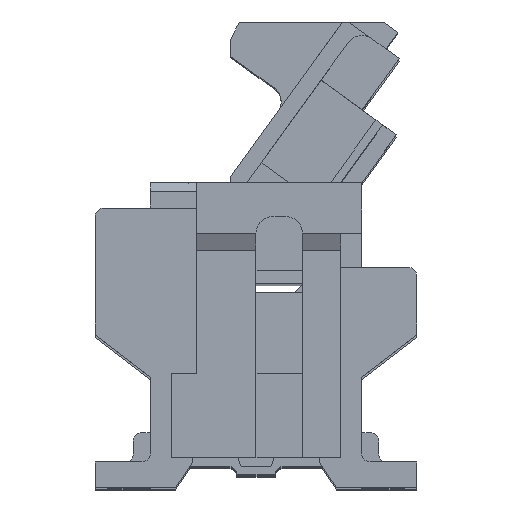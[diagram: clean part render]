
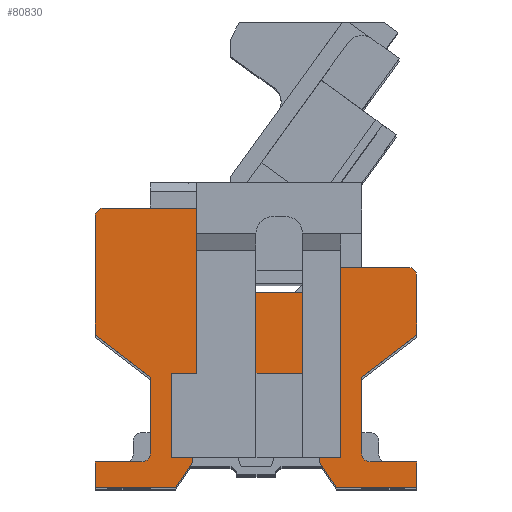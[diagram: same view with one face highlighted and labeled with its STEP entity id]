
A CAD part, top view. The second image highlights one B-rep face of the part: STEP entity #80830.
In plain terms, the highlighted planar face has unit normal (0, 0, 1).
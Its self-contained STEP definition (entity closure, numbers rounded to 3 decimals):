
#15430=CARTESIAN_POINT('',(-0.3,1.65,3.99));
#15440=VERTEX_POINT('',#15430);
#15470=CARTESIAN_POINT('',(-0.3,1.65,3.99));
#15480=DIRECTION('',(-1.,0.,0.));
#15490=VECTOR('',#15480,1.);
#15500=LINE('',#15470,#15490);
#15510=CARTESIAN_POINT('',(-1.35,1.65,3.99));
#15520=VERTEX_POINT('',#15510);
#15530=EDGE_CURVE('',#15440,#15520,#15500,.T.);
#18410=CARTESIAN_POINT('',(-2.,0.7,3.99));
#18420=VERTEX_POINT('',#18410);
#18450=CARTESIAN_POINT('',(-1.634,0.7,3.99));
#18460=DIRECTION('',(1.,0.,0.));
#18470=VECTOR('',#18460,1.);
#18480=LINE('',#18450,#18470);
#18490=CARTESIAN_POINT('',(0.,0.7,3.99));
#18500=VERTEX_POINT('',#18490);
#18510=EDGE_CURVE('',#18420,#18500,#18480,.T.);
#26150=CARTESIAN_POINT('',(0.,0.354,3.99));
#26160=DIRECTION('',(0.,-1.,0.));
#26170=VECTOR('',#26160,1.);
#26180=LINE('',#26150,#26170);
#26190=CARTESIAN_POINT('',(0.,-0.3,3.99));
#26200=VERTEX_POINT('',#26190);
#26210=EDGE_CURVE('',#18500,#26200,#26180,.T.);
#31520=CARTESIAN_POINT('',(-1.35,1.75,3.99));
#31530=DIRECTION('',(0.,0.,-1.));
#31540=DIRECTION('',(-1.,0.,0.));
#31550=AXIS2_PLACEMENT_3D('',#31520,#31530,#31540);
#31560=CIRCLE('',#31550,0.1);
#31570=CARTESIAN_POINT('',(-1.45,1.75,3.99));
#31580=VERTEX_POINT('',#31570);
#31590=EDGE_CURVE('',#15520,#31580,#31560,.T.);
#35020=CARTESIAN_POINT('',(-2.,-0.3,3.99));
#35030=VERTEX_POINT('',#35020);
#35060=CARTESIAN_POINT('',(-2.,0.354,3.99));
#35070=DIRECTION('',(0.,1.,0.));
#35080=VECTOR('',#35070,1.);
#35090=LINE('',#35060,#35080);
#35100=EDGE_CURVE('',#35030,#18420,#35090,.T.);
#38530=CARTESIAN_POINT('',(-2.8,2.55,3.99));
#38540=DIRECTION('',(0.,0.,-1.));
#38550=DIRECTION('',(-1.,0.,0.));
#38560=AXIS2_PLACEMENT_3D('',#38530,#38540,#38550);
#38570=CIRCLE('',#38560,0.1);
#38580=CARTESIAN_POINT('',(-2.9,2.55,3.99));
#38590=VERTEX_POINT('',#38580);
#38600=CARTESIAN_POINT('',(-2.8,2.65,3.99));
#38610=VERTEX_POINT('',#38600);
#38620=EDGE_CURVE('',#38590,#38610,#38570,.T.);
#72760=CARTESIAN_POINT('',(-2.25,0.65,3.99));
#72770=DIRECTION('',(-0.793,0.61,0.));
#72780=VECTOR('',#72770,1.);
#72790=LINE('',#72760,#72780);
#72800=CARTESIAN_POINT('',(-2.25,0.65,3.99));
#72810=VERTEX_POINT('',#72800);
#72820=CARTESIAN_POINT('',(-2.9,1.15,3.99));
#72830=VERTEX_POINT('',#72820);
#72840=EDGE_CURVE('',#72810,#72830,#72790,.T.);
#73300=CARTESIAN_POINT('',(-1.75,-0.35,3.99));
#73310=VERTEX_POINT('',#73300);
#73340=CARTESIAN_POINT('',(-1.75,-0.3,3.99));
#73350=DIRECTION('',(0.,1.,0.));
#73360=VECTOR('',#73350,1.);
#73370=LINE('',#73340,#73360);
#73380=CARTESIAN_POINT('',(-1.75,-0.3,3.99));
#73390=VERTEX_POINT('',#73380);
#73400=EDGE_CURVE('',#73310,#73390,#73370,.T.);
#73600=CARTESIAN_POINT('',(-2.9,-0.65,3.99));
#73610=VERTEX_POINT('',#73600);
#73660=CARTESIAN_POINT('',(-0.3,-0.65,3.99));
#73670=DIRECTION('',(-1.,0.,0.));
#73680=VECTOR('',#73670,1.);
#73690=LINE('',#73660,#73680);
#73700=CARTESIAN_POINT('',(-1.95,-0.65,3.99));
#73710=VERTEX_POINT('',#73700);
#73720=EDGE_CURVE('',#73710,#73610,#73690,.T.);
#74180=CARTESIAN_POINT('',(-0.3,1.95,3.99));
#74190=DIRECTION('',(-1.,0.,0.));
#74200=VECTOR('',#74190,1.);
#74210=LINE('',#74180,#74200);
#74220=CARTESIAN_POINT('',(0.8,1.95,3.99));
#74230=VERTEX_POINT('',#74220);
#74240=CARTESIAN_POINT('',(-0.1,1.95,3.99));
#74250=VERTEX_POINT('',#74240);
#74260=EDGE_CURVE('',#74230,#74250,#74210,.T.);
#74690=CARTESIAN_POINT('',(-1.45,2.65,3.99));
#74700=VERTEX_POINT('',#74690);
#74730=CARTESIAN_POINT('',(-0.3,2.65,3.99));
#74740=DIRECTION('',(-1.,0.,0.));
#74750=VECTOR('',#74740,1.);
#74760=LINE('',#74730,#74750);
#74770=EDGE_CURVE('',#74700,#38610,#74760,.T.);
#75920=CARTESIAN_POINT('',(-2.35,-0.35,3.99));
#75930=VERTEX_POINT('',#75920);
#75960=CARTESIAN_POINT('',(-0.3,-0.35,3.99));
#75970=DIRECTION('',(-1.,0.,0.));
#75980=VECTOR('',#75970,1.);
#75990=LINE('',#75960,#75980);
#76000=CARTESIAN_POINT('',(-2.9,-0.35,3.99));
#76010=VERTEX_POINT('',#76000);
#76020=EDGE_CURVE('',#75930,#76010,#75990,.T.);
#76280=CARTESIAN_POINT('',(-0.1,1.85,3.99));
#76290=DIRECTION('',(0.,0.,-1.));
#76300=DIRECTION('',(-1.,0.,0.));
#76310=AXIS2_PLACEMENT_3D('',#76280,#76290,#76300);
#76320=CIRCLE('',#76310,0.1);
#76330=CARTESIAN_POINT('',(-0.2,1.85,3.99));
#76340=VERTEX_POINT('',#76330);
#76350=EDGE_CURVE('',#76340,#74250,#76320,.T.);
#77110=CARTESIAN_POINT('',(-2.9,-0.3,3.99));
#77120=DIRECTION('',(0.,1.,0.));
#77130=VECTOR('',#77120,1.);
#77140=LINE('',#77110,#77130);
#77150=EDGE_CURVE('',#73610,#76010,#77140,.T.);
#77370=CARTESIAN_POINT('',(0.9,-0.35,3.99));
#77380=VERTEX_POINT('',#77370);
#77410=CARTESIAN_POINT('',(-1.7,-0.35,3.99));
#77420=DIRECTION('',(1.,0.,0.));
#77430=VECTOR('',#77420,1.);
#77440=LINE('',#77410,#77430);
#77450=CARTESIAN_POINT('',(0.35,-0.35,3.99));
#77460=VERTEX_POINT('',#77450);
#77470=EDGE_CURVE('',#77460,#77380,#77440,.T.);
#77630=CARTESIAN_POINT('',(0.9,-0.3,3.99));
#77640=DIRECTION('',(0.,1.,0.));
#77650=VECTOR('',#77640,1.);
#77660=LINE('',#77630,#77650);
#77670=CARTESIAN_POINT('',(0.9,1.15,3.99));
#77680=VERTEX_POINT('',#77670);
#77690=CARTESIAN_POINT('',(0.9,1.85,3.99));
#77700=VERTEX_POINT('',#77690);
#77710=EDGE_CURVE('',#77680,#77700,#77660,.T.);
#78320=CARTESIAN_POINT('',(0.8,1.85,3.99));
#78330=DIRECTION('',(0.,0.,-1.));
#78340=DIRECTION('',(-1.,0.,0.));
#78350=AXIS2_PLACEMENT_3D('',#78320,#78330,#78340);
#78360=CIRCLE('',#78350,0.1);
#78370=EDGE_CURVE('',#74230,#77700,#78360,.T.);
#78480=CARTESIAN_POINT('',(0.25,0.65,3.99));
#78490=DIRECTION('',(0.793,0.61,0.));
#78500=VECTOR('',#78490,1.);
#78510=LINE('',#78480,#78500);
#78520=CARTESIAN_POINT('',(0.25,0.65,3.99));
#78530=VERTEX_POINT('',#78520);
#78540=EDGE_CURVE('',#78530,#77680,#78510,.T.);
#78760=CARTESIAN_POINT('',(-0.25,-0.35,3.99));
#78770=VERTEX_POINT('',#78760);
#78800=CARTESIAN_POINT('',(-0.05,-0.65,3.99));
#78810=DIRECTION('',(-0.555,0.832,0.));
#78820=VECTOR('',#78810,1.);
#78830=LINE('',#78800,#78820);
#78840=CARTESIAN_POINT('',(-0.05,-0.65,3.99));
#78850=VERTEX_POINT('',#78840);
#78860=EDGE_CURVE('',#78850,#78770,#78830,.T.);
#79050=CARTESIAN_POINT('',(-1.45,-0.3,3.99));
#79060=DIRECTION('',(0.,1.,0.));
#79070=VECTOR('',#79060,1.);
#79080=LINE('',#79050,#79070);
#79090=EDGE_CURVE('',#31580,#74700,#79080,.T.);
#79220=CARTESIAN_POINT('',(-0.2,-0.3,3.99));
#79230=DIRECTION('',(0.,1.,0.));
#79240=VECTOR('',#79230,1.);
#79250=LINE('',#79220,#79240);
#79260=CARTESIAN_POINT('',(-0.2,1.75,3.99));
#79270=VERTEX_POINT('',#79260);
#79280=EDGE_CURVE('',#79270,#76340,#79250,.T.);
#79440=CARTESIAN_POINT('',(-0.3,1.75,3.99));
#79450=DIRECTION('',(0.,0.,-1.));
#79460=DIRECTION('',(-1.,0.,0.));
#79470=AXIS2_PLACEMENT_3D('',#79440,#79450,#79460);
#79480=CIRCLE('',#79470,0.1);
#79490=EDGE_CURVE('',#79270,#15440,#79480,.T.);
#79750=CARTESIAN_POINT('',(-2.25,-0.25,3.99));
#79760=VERTEX_POINT('',#79750);
#79790=CARTESIAN_POINT('',(-2.35,-0.25,3.99));
#79800=DIRECTION('',(0.,0.,-1.));
#79810=DIRECTION('',(-1.,0.,0.));
#79820=AXIS2_PLACEMENT_3D('',#79790,#79800,#79810);
#79830=CIRCLE('',#79820,0.1);
#79840=EDGE_CURVE('',#79760,#75930,#79830,.T.);
#79900=CARTESIAN_POINT('',(0.151,1.185,3.99));
#79910=DIRECTION('',(0.,0.,1.));
#79920=DIRECTION('',(1.,0.,0.));
#79930=AXIS2_PLACEMENT_3D('',#79900,#79910,#79920);
#79940=PLANE('',#79930);
#79950=CARTESIAN_POINT('',(-2.9,-0.3,3.99));
#79960=DIRECTION('',(0.,1.,0.));
#79970=VECTOR('',#79960,1.);
#79980=LINE('',#79950,#79970);
#79990=EDGE_CURVE('',#72830,#38590,#79980,.T.);
#80000=ORIENTED_EDGE('',*,*,#79990,.F.);
#80010=ORIENTED_EDGE('',*,*,#38620,.F.);
#80020=ORIENTED_EDGE('',*,*,#74770,.T.);
#80030=ORIENTED_EDGE('',*,*,#79090,.T.);
#80040=ORIENTED_EDGE('',*,*,#31590,.T.);
#80050=ORIENTED_EDGE('',*,*,#15530,.T.);
#80060=ORIENTED_EDGE('',*,*,#79490,.T.);
#80070=ORIENTED_EDGE('',*,*,#79280,.F.);
#80080=ORIENTED_EDGE('',*,*,#76350,.F.);
#80090=ORIENTED_EDGE('',*,*,#74260,.T.);
#80100=ORIENTED_EDGE('',*,*,#78370,.F.);
#80110=ORIENTED_EDGE('',*,*,#77710,.T.);
#80120=ORIENTED_EDGE('',*,*,#78540,.T.);
#80130=CARTESIAN_POINT('',(0.25,-0.3,3.99));
#80140=DIRECTION('',(0.,1.,0.));
#80150=VECTOR('',#80140,1.);
#80160=LINE('',#80130,#80150);
#80170=CARTESIAN_POINT('',(0.25,-0.25,3.99));
#80180=VERTEX_POINT('',#80170);
#80190=EDGE_CURVE('',#80180,#78530,#80160,.T.);
#80200=ORIENTED_EDGE('',*,*,#80190,.T.);
#80210=CARTESIAN_POINT('',(0.35,-0.25,3.99));
#80220=DIRECTION('',(0.,0.,1.));
#80230=DIRECTION('',(1.,0.,0.));
#80240=AXIS2_PLACEMENT_3D('',#80210,#80220,#80230);
#80250=CIRCLE('',#80240,0.1);
#80260=EDGE_CURVE('',#80180,#77460,#80250,.T.);
#80270=ORIENTED_EDGE('',*,*,#80260,.F.);
#80280=ORIENTED_EDGE('',*,*,#77470,.F.);
#80290=CARTESIAN_POINT('',(0.9,-0.3,3.99));
#80300=DIRECTION('',(0.,1.,0.));
#80310=VECTOR('',#80300,1.);
#80320=LINE('',#80290,#80310);
#80330=CARTESIAN_POINT('',(0.9,-0.65,3.99));
#80340=VERTEX_POINT('',#80330);
#80350=EDGE_CURVE('',#80340,#77380,#80320,.T.);
#80360=ORIENTED_EDGE('',*,*,#80350,.T.);
#80370=CARTESIAN_POINT('',(-1.7,-0.65,3.99));
#80380=DIRECTION('',(1.,0.,0.));
#80390=VECTOR('',#80380,1.);
#80400=LINE('',#80370,#80390);
#80410=EDGE_CURVE('',#78850,#80340,#80400,.T.);
#80420=ORIENTED_EDGE('',*,*,#80410,.T.);
#80430=ORIENTED_EDGE('',*,*,#78860,.F.);
#80440=CARTESIAN_POINT('',(-0.25,-0.3,3.99));
#80450=DIRECTION('',(0.,1.,0.));
#80460=VECTOR('',#80450,1.);
#80470=LINE('',#80440,#80460);
#80480=CARTESIAN_POINT('',(-0.25,-0.3,3.99));
#80490=VERTEX_POINT('',#80480);
#80500=EDGE_CURVE('',#78770,#80490,#80470,.T.);
#80510=ORIENTED_EDGE('',*,*,#80500,.F.);
#80520=CARTESIAN_POINT('',(-1.634,-0.3,3.99));
#80530=DIRECTION('',(1.,0.,0.));
#80540=VECTOR('',#80530,1.);
#80550=LINE('',#80520,#80540);
#80560=EDGE_CURVE('',#80490,#26200,#80550,.T.);
#80570=ORIENTED_EDGE('',*,*,#80560,.F.);
#80580=ORIENTED_EDGE('',*,*,#26210,.T.);
#80590=ORIENTED_EDGE('',*,*,#18510,.T.);
#80600=ORIENTED_EDGE('',*,*,#35100,.T.);
#80610=EDGE_CURVE('',#35030,#73390,#80550,.T.);
#80620=ORIENTED_EDGE('',*,*,#80610,.F.);
#80630=ORIENTED_EDGE('',*,*,#73400,.T.);
#80640=CARTESIAN_POINT('',(-1.95,-0.65,3.99));
#80650=DIRECTION('',(0.555,0.832,0.));
#80660=VECTOR('',#80650,1.);
#80670=LINE('',#80640,#80660);
#80680=EDGE_CURVE('',#73710,#73310,#80670,.T.);
#80690=ORIENTED_EDGE('',*,*,#80680,.T.);
#80700=ORIENTED_EDGE('',*,*,#73720,.F.);
#80710=ORIENTED_EDGE('',*,*,#77150,.F.);
#80720=ORIENTED_EDGE('',*,*,#76020,.T.);
#80730=ORIENTED_EDGE('',*,*,#79840,.T.);
#80740=CARTESIAN_POINT('',(-2.25,-0.3,3.99));
#80750=DIRECTION('',(0.,1.,0.));
#80760=VECTOR('',#80750,1.);
#80770=LINE('',#80740,#80760);
#80780=EDGE_CURVE('',#79760,#72810,#80770,.T.);
#80790=ORIENTED_EDGE('',*,*,#80780,.F.);
#80800=ORIENTED_EDGE('',*,*,#72840,.F.);
#80810=EDGE_LOOP('',(#80800,#80790,#80730,#80720,#80710,#80700,#80690,
#80630,#80620,#80600,#80590,#80580,#80570,#80510,#80430,#80420,#80360,
#80280,#80270,#80200,#80120,#80110,#80100,#80090,#80080,#80070,#80060,
#80050,#80040,#80030,#80020,#80010,#80000));
#80820=FACE_OUTER_BOUND('',#80810,.T.);
#80830=ADVANCED_FACE('',(#80820),#79940,.T.);
